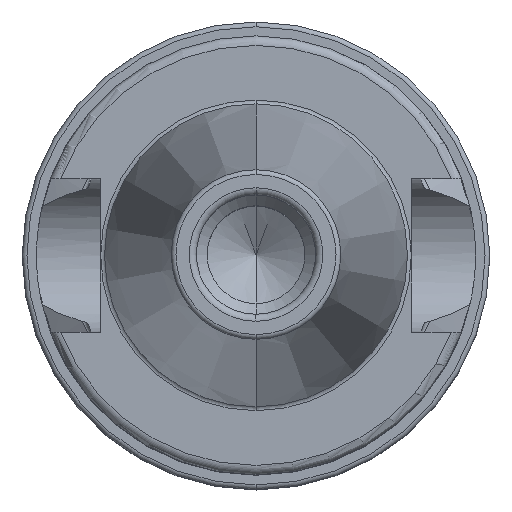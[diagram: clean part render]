
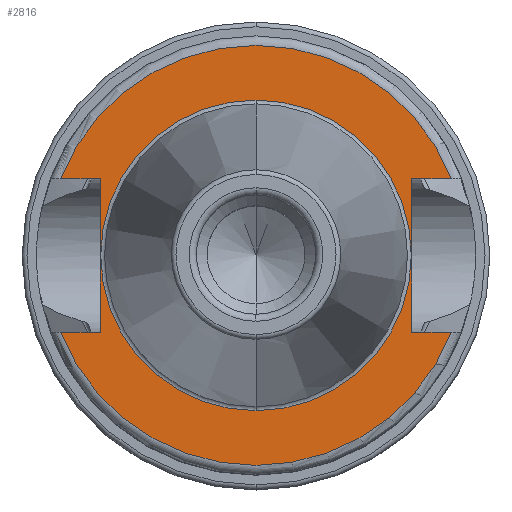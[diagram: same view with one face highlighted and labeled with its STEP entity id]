
A CAD part, top view. The second image highlights one B-rep face of the part: STEP entity #2816.
In plain terms, the highlighted planar face has unit normal (0, 0, 1).
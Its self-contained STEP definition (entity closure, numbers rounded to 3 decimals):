
#1005=DIRECTION('',(1,0,0));
#1006=VECTOR('',#1005,4.174);
#1007=CARTESIAN_POINT('',(-20.474,-8.05,20));
#1008=LINE('',#1007,#1006);
#1009=DIRECTION('',(0,1,0));
#1010=VECTOR('',#1009,16.1);
#1011=CARTESIAN_POINT('',(-16.3,-8.05,20));
#1012=LINE('',#1011,#1010);
#1013=DIRECTION('',(1,0,0));
#1014=VECTOR('',#1013,4.174);
#1015=CARTESIAN_POINT('',(-20.474,8.05,20));
#1016=LINE('',#1015,#1014);
#1017=DIRECTION('',(-1,0,0));
#1018=VECTOR('',#1017,4.174);
#1019=CARTESIAN_POINT('',(20.474,8.05,20));
#1020=LINE('',#1019,#1018);
#1021=DIRECTION('',(0,-1,0));
#1022=VECTOR('',#1021,16.1);
#1023=CARTESIAN_POINT('',(16.3,8.05,20));
#1024=LINE('',#1023,#1022);
#1025=DIRECTION('',(-1,0,0));
#1026=VECTOR('',#1025,4.174);
#1027=CARTESIAN_POINT('',(20.474,-8.05,20));
#1028=LINE('',#1027,#1026);
#1039=CARTESIAN_POINT('',(0,0,20));
#1040=DIRECTION('',(0,0,1));
#1041=DIRECTION('',(0,1,0));
#1042=AXIS2_PLACEMENT_3D('',#1039,#1040,#1041);
#1044=CARTESIAN_POINT('',(0,0,20));
#1045=DIRECTION('',(0,0,-1));
#1046=DIRECTION('',(0,1,0));
#1047=AXIS2_PLACEMENT_3D('',#1044,#1045,#1046);
#1338=CARTESIAN_POINT('',(0,0,20));
#1339=DIRECTION('',(0,0,1));
#1340=DIRECTION('',(-0.931,-0.366,0));
#1341=AXIS2_PLACEMENT_3D('',#1338,#1339,#1340);
#1355=CARTESIAN_POINT('',(0,0,20));
#1356=DIRECTION('',(0,0,1));
#1357=DIRECTION('',(0.931,0.366,0));
#1358=AXIS2_PLACEMENT_3D('',#1355,#1356,#1357);
#1465=CARTESIAN_POINT('',(-20.474,-8.05,20));
#1466=CARTESIAN_POINT('',(-16.3,-8.05,20));
#1467=VERTEX_POINT('',#1465);
#1468=VERTEX_POINT('',#1466);
#1469=CARTESIAN_POINT('',(-16.3,8.05,20));
#1470=VERTEX_POINT('',#1469);
#1471=CARTESIAN_POINT('',(-20.474,8.05,20));
#1472=VERTEX_POINT('',#1471);
#1473=CARTESIAN_POINT('',(16.3,8.05,20));
#1474=CARTESIAN_POINT('',(16.3,-8.05,20));
#1475=VERTEX_POINT('',#1473);
#1476=VERTEX_POINT('',#1474);
#1477=CARTESIAN_POINT('',(20.474,-8.05,20));
#1478=VERTEX_POINT('',#1477);
#1479=CARTESIAN_POINT('',(20.474,8.05,20));
#1480=VERTEX_POINT('',#1479);
#1527=CARTESIAN_POINT('',(0,16.275,20));
#1529=VERTEX_POINT('',#1527);
#1533=CARTESIAN_POINT('',(0,-16.275,20));
#1535=VERTEX_POINT('',#1533);
#2793=CARTESIAN_POINT('',(0,0,20));
#2794=DIRECTION('',(0,0,-1));
#2795=DIRECTION('',(0,-1,0));
#2796=AXIS2_PLACEMENT_3D('',#2793,#2794,#2795);
#2797=PLANE('',#2796);
#2798=ORIENTED_EDGE('',*,*,#2784,.T.);
#2799=ORIENTED_EDGE('',*,*,#2610,.T.);
#2800=ORIENTED_EDGE('',*,*,#2629,.F.);
#2802=ORIENTED_EDGE('',*,*,#2801,.F.);
#2803=ORIENTED_EDGE('',*,*,#2709,.T.);
#2804=ORIENTED_EDGE('',*,*,#2727,.T.);
#2805=ORIENTED_EDGE('',*,*,#2744,.F.);
#2807=ORIENTED_EDGE('',*,*,#2806,.F.);
#2808=EDGE_LOOP('',(#2798,#2799,#2800,#2802,#2803,#2804,#2805,#2807));
#2809=FACE_OUTER_BOUND('',#2808,.F.);
#2811=ORIENTED_EDGE('',*,*,#2810,.T.);
#2813=ORIENTED_EDGE('',*,*,#2812,.F.);
#2814=EDGE_LOOP('',(#2811,#2813));
#2815=FACE_BOUND('',#2814,.F.);
#2816=ADVANCED_FACE('',(#2809,#2815),#2797,.F.);
#1043=CIRCLE('',#1042,16.275);
#1048=CIRCLE('',#1047,16.275);
#1342=CIRCLE('',#1341,22);
#1359=CIRCLE('',#1358,22);
#2610=EDGE_CURVE('',#1468,#1470,#1012,.T.);
#2629=EDGE_CURVE('',#1472,#1470,#1016,.T.);
#2709=EDGE_CURVE('',#1480,#1475,#1020,.T.);
#2727=EDGE_CURVE('',#1475,#1476,#1024,.T.);
#2744=EDGE_CURVE('',#1478,#1476,#1028,.T.);
#2784=EDGE_CURVE('',#1467,#1468,#1008,.T.);
#2801=EDGE_CURVE('',#1480,#1472,#1359,.T.);
#2806=EDGE_CURVE('',#1467,#1478,#1342,.T.);
#2810=EDGE_CURVE('',#1529,#1535,#1043,.T.);
#2812=EDGE_CURVE('',#1529,#1535,#1048,.T.);
